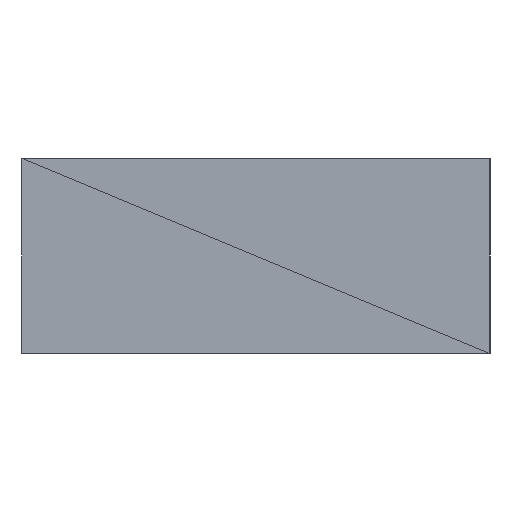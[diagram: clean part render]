
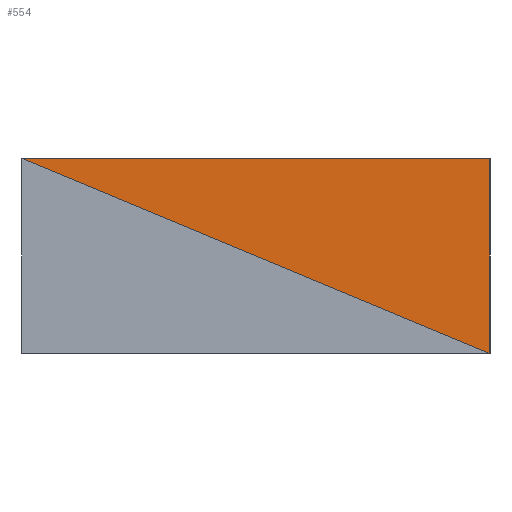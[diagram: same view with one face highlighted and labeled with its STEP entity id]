
A CAD part, left-side view. The second image highlights one B-rep face of the part: STEP entity #554.
In plain terms, the highlighted planar face has unit normal (-1, 0, 0).
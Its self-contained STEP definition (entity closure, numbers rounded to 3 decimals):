
#504 = VERTEX_POINT('',#505);
#505 = CARTESIAN_POINT('',(-2.2,1.2,1.));
#554 = ADVANCED_FACE('',(#555),#569,.F.);
#555 = FACE_BOUND('',#556,.T.);
#556 = EDGE_LOOP('',(#557,#591,#616));
#557 = ORIENTED_EDGE('',*,*,#558,.T.);
#558 = EDGE_CURVE('',#559,#561,#563,.T.);
#559 = VERTEX_POINT('',#560);
#560 = CARTESIAN_POINT('',(-2.2,-1.2,0.));
#561 = VERTEX_POINT('',#562);
#562 = CARTESIAN_POINT('',(-2.2,-1.2,1.));
#563 = SURFACE_CURVE('',#564,(#568,#580),.PCURVE_S1.);
#564 = LINE('',#565,#566);
#565 = CARTESIAN_POINT('',(-2.2,-1.2,0.));
#566 = VECTOR('',#567,1.);
#567 = DIRECTION('',(0.,0.,1.));
#568 = PCURVE('',#569,#574);
#569 = PLANE('',#570);
#570 = AXIS2_PLACEMENT_3D('',#571,#572,#573);
#571 = CARTESIAN_POINT('',(-2.2,-1.2,0.));
#572 = DIRECTION('',(1.,0.,0.));
#573 = DIRECTION('',(0.,0.,1.));
#574 = DEFINITIONAL_REPRESENTATION('',(#575),#579);
#575 = LINE('',#576,#577);
#576 = CARTESIAN_POINT('',(0.,0.));
#577 = VECTOR('',#578,1.);
#578 = DIRECTION('',(1.,0.));
#579 = ( GEOMETRIC_REPRESENTATION_CONTEXT(2) 
PARAMETRIC_REPRESENTATION_CONTEXT() REPRESENTATION_CONTEXT('2D SPACE',''
  ) );
#580 = PCURVE('',#581,#586);
#581 = PLANE('',#582);
#582 = AXIS2_PLACEMENT_3D('',#583,#584,#585);
#583 = CARTESIAN_POINT('',(-2.2,-1.2,1.));
#584 = DIRECTION('',(0.,1.,0.));
#585 = DIRECTION('',(0.,0.,1.));
#586 = DEFINITIONAL_REPRESENTATION('',(#587),#590);
#587 = B_SPLINE_CURVE_WITH_KNOTS('',1,(#588,#589),.UNSPECIFIED.,.F.,.F.,
  (2,2),(0.,1.),.PIECEWISE_BEZIER_KNOTS.);
#588 = CARTESIAN_POINT('',(-1.,0.));
#589 = CARTESIAN_POINT('',(0.,0.));
#590 = ( GEOMETRIC_REPRESENTATION_CONTEXT(2) 
PARAMETRIC_REPRESENTATION_CONTEXT() REPRESENTATION_CONTEXT('2D SPACE',''
  ) );
#591 = ORIENTED_EDGE('',*,*,#592,.T.);
#592 = EDGE_CURVE('',#561,#504,#593,.T.);
#593 = SURFACE_CURVE('',#594,(#598,#605),.PCURVE_S1.);
#594 = LINE('',#595,#596);
#595 = CARTESIAN_POINT('',(-2.2,-1.2,1.));
#596 = VECTOR('',#597,1.);
#597 = DIRECTION('',(0.,1.,0.));
#598 = PCURVE('',#569,#599);
#599 = DEFINITIONAL_REPRESENTATION('',(#600),#604);
#600 = LINE('',#601,#602);
#601 = CARTESIAN_POINT('',(1.,0.));
#602 = VECTOR('',#603,1.);
#603 = DIRECTION('',(0.,-1.));
#604 = ( GEOMETRIC_REPRESENTATION_CONTEXT(2) 
PARAMETRIC_REPRESENTATION_CONTEXT() REPRESENTATION_CONTEXT('2D SPACE',''
  ) );
#605 = PCURVE('',#606,#611);
#606 = PLANE('',#607);
#607 = AXIS2_PLACEMENT_3D('',#608,#609,#610);
#608 = CARTESIAN_POINT('',(-1.6,0.,1.));
#609 = DIRECTION('',(0.,0.,-1.));
#610 = DIRECTION('',(-1.,0.,0.));
#611 = DEFINITIONAL_REPRESENTATION('',(#612),#615);
#612 = B_SPLINE_CURVE_WITH_KNOTS('',1,(#613,#614),.UNSPECIFIED.,.F.,.F.,
  (2,2),(0.,2.4),.PIECEWISE_BEZIER_KNOTS.);
#613 = CARTESIAN_POINT('',(0.6,-1.2));
#614 = CARTESIAN_POINT('',(0.6,1.2));
#615 = ( GEOMETRIC_REPRESENTATION_CONTEXT(2) 
PARAMETRIC_REPRESENTATION_CONTEXT() REPRESENTATION_CONTEXT('2D SPACE',''
  ) );
#616 = ORIENTED_EDGE('',*,*,#617,.T.);
#617 = EDGE_CURVE('',#504,#559,#618,.T.);
#618 = SURFACE_CURVE('',#619,(#623,#630),.PCURVE_S1.);
#619 = LINE('',#620,#621);
#620 = CARTESIAN_POINT('',(-2.2,1.2,1.));
#621 = VECTOR('',#622,1.);
#622 = DIRECTION('',(0.,-0.923,-0.385));
#623 = PCURVE('',#569,#624);
#624 = DEFINITIONAL_REPRESENTATION('',(#625),#629);
#625 = LINE('',#626,#627);
#626 = CARTESIAN_POINT('',(1.,-2.4));
#627 = VECTOR('',#628,1.);
#628 = DIRECTION('',(-0.385,0.923));
#629 = ( GEOMETRIC_REPRESENTATION_CONTEXT(2) 
PARAMETRIC_REPRESENTATION_CONTEXT() REPRESENTATION_CONTEXT('2D SPACE',''
  ) );
#630 = PCURVE('',#631,#636);
#631 = PLANE('',#632);
#632 = AXIS2_PLACEMENT_3D('',#633,#634,#635);
#633 = CARTESIAN_POINT('',(-2.2,-1.2,0.));
#634 = DIRECTION('',(1.,0.,0.));
#635 = DIRECTION('',(0.,0.,1.));
#636 = DEFINITIONAL_REPRESENTATION('',(#637),#640);
#637 = B_SPLINE_CURVE_WITH_KNOTS('',1,(#638,#639),.UNSPECIFIED.,.F.,.F.,
  (2,2),(0.,2.6),.PIECEWISE_BEZIER_KNOTS.);
#638 = CARTESIAN_POINT('',(1.,-2.4));
#639 = CARTESIAN_POINT('',(0.,0.));
#640 = ( GEOMETRIC_REPRESENTATION_CONTEXT(2) 
PARAMETRIC_REPRESENTATION_CONTEXT() REPRESENTATION_CONTEXT('2D SPACE',''
  ) );
